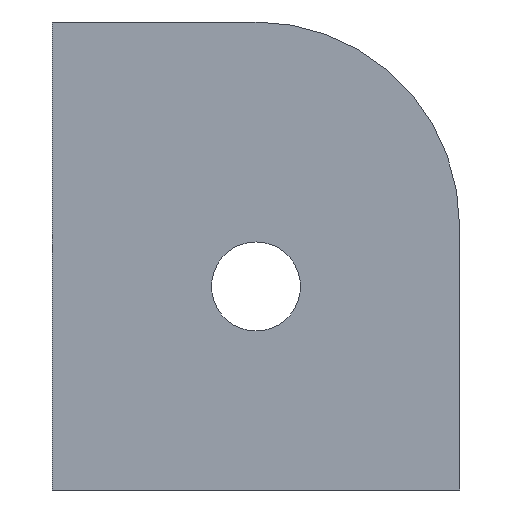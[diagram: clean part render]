
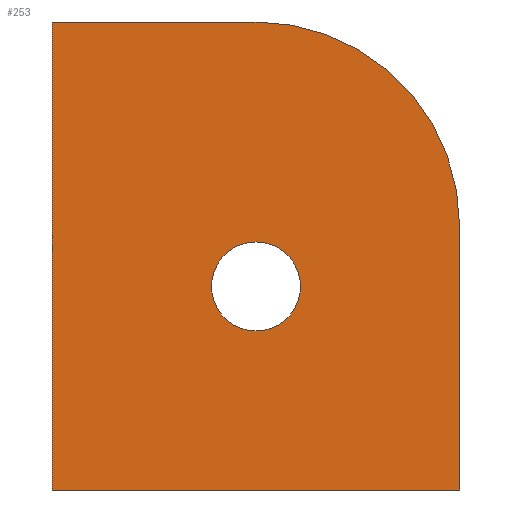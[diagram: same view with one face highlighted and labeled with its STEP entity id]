
A CAD part, front view. The second image highlights one B-rep face of the part: STEP entity #253.
In plain terms, the highlighted planar face has unit normal (0, -1, 0).
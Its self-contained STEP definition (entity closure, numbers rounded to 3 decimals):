
#17=FACE_BOUND('',#57,.T.);
#26=PLANE('',#291);
#40=FACE_OUTER_BOUND('',#56,.T.);
#56=EDGE_LOOP('',(#229,#230,#231,#232,#233));
#57=EDGE_LOOP('',(#234));
#66=LINE('',#388,#89);
#73=LINE('',#413,#96);
#75=LINE('',#416,#98);
#76=LINE('',#418,#99);
#89=VECTOR('',#310,10.);
#96=VECTOR('',#335,10.);
#98=VECTOR('',#339,10.);
#99=VECTOR('',#342,10.);
#104=CIRCLE('',#269,8.);
#110=CIRCLE('',#279,1.75);
#114=VERTEX_POINT('',#367);
#115=VERTEX_POINT('',#368);
#123=VERTEX_POINT('',#386);
#130=VERTEX_POINT('',#406);
#131=VERTEX_POINT('',#410);
#132=VERTEX_POINT('',#412);
#136=EDGE_CURVE('',#114,#115,#104,.T.);
#146=EDGE_CURVE('',#114,#123,#66,.T.);
#155=EDGE_CURVE('',#130,#130,#110,.F.);
#158=EDGE_CURVE('',#132,#131,#73,.T.);
#160=EDGE_CURVE('',#123,#132,#75,.T.);
#161=EDGE_CURVE('',#131,#115,#76,.T.);
#229=ORIENTED_EDGE('',*,*,#136,.F.);
#230=ORIENTED_EDGE('',*,*,#146,.T.);
#231=ORIENTED_EDGE('',*,*,#160,.T.);
#232=ORIENTED_EDGE('',*,*,#158,.T.);
#233=ORIENTED_EDGE('',*,*,#161,.T.);
#234=ORIENTED_EDGE('',*,*,#155,.T.);
#253=ADVANCED_FACE('',(#40,#17),#26,.T.);
#269=AXIS2_PLACEMENT_3D('',#369,#296,#297);
#279=AXIS2_PLACEMENT_3D('',#407,#329,#330);
#291=AXIS2_PLACEMENT_3D('',#434,#363,#364);
#296=DIRECTION('center_axis',(0.,1.,0.));
#297=DIRECTION('ref_axis',(0.707,0.,0.707));
#310=DIRECTION('',(-1.,0.,0.));
#329=DIRECTION('center_axis',(0.,-1.,0.));
#330=DIRECTION('ref_axis',(1.,0.,0.));
#335=DIRECTION('',(1.,0.,0.));
#339=DIRECTION('',(0.,0.,-1.));
#342=DIRECTION('',(0.,0.,1.));
#363=DIRECTION('center_axis',(0.,-1.,0.));
#364=DIRECTION('ref_axis',(1.,0.,0.));
#367=CARTESIAN_POINT('',(38.25,-10.,45.392));
#368=CARTESIAN_POINT('',(46.25,-10.,37.392));
#369=CARTESIAN_POINT('Origin',(38.25,-10.,37.392));
#386=CARTESIAN_POINT('',(30.25,-10.,45.392));
#388=CARTESIAN_POINT('',(30.25,-10.,45.392));
#406=CARTESIAN_POINT('',(36.5,-10.,35.));
#407=CARTESIAN_POINT('Origin',(38.25,-10.,35.));
#410=CARTESIAN_POINT('',(46.25,-10.,27.));
#412=CARTESIAN_POINT('',(30.25,-10.,27.));
#413=CARTESIAN_POINT('',(52.875,-10.,27.));
#416=CARTESIAN_POINT('',(30.25,-10.,45.392));
#418=CARTESIAN_POINT('',(46.25,-10.,27.));
#434=CARTESIAN_POINT('Origin',(38.25,-10.,37.446));
